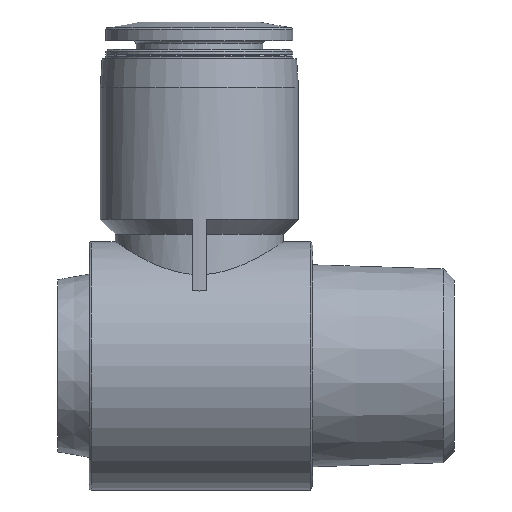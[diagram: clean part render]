
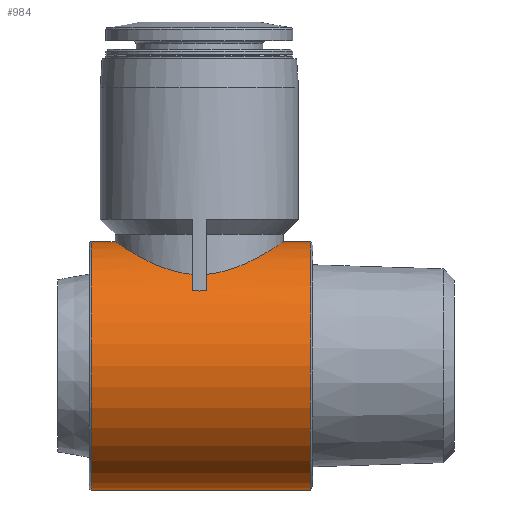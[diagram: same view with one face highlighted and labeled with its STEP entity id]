
A CAD part, left-side view. The second image highlights one B-rep face of the part: STEP entity #984.
In plain terms, the highlighted cylindrical face has radius 13.15 mm (diameter 26.3 mm), a full revolution.
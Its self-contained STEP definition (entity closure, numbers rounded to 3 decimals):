
#98=B_SPLINE_CURVE_WITH_KNOTS('',3,(#1355,#1356,#1357,#1358,#1359,#1360,
#1361,#1362,#1363,#1364,#1365),.UNSPECIFIED.,.F.,.F.,(4,1,1,1,1,1,1,1,4),
(0.03,0.033,0.036,0.04,
0.043,0.047,0.05,0.054,
0.057),.UNSPECIFIED.);
#99=B_SPLINE_CURVE_WITH_KNOTS('',3,(#1369,#1370,#1371,#1372),
 .UNSPECIFIED.,.F.,.F.,(4,4),(0.,0.001),.UNSPECIFIED.);
#100=B_SPLINE_CURVE_WITH_KNOTS('',3,(#1376,#1377,#1378,#1379,#1380,#1381,
#1382,#1383,#1384,#1385,#1386),.UNSPECIFIED.,.F.,.F.,(4,1,1,1,1,1,1,1,4),
(0.001,0.004,0.008,0.011,
0.014,0.018,0.021,0.025,
0.028),.UNSPECIFIED.);
#101=B_SPLINE_CURVE_WITH_KNOTS('',3,(#1390,#1391,#1392,#1393),
 .UNSPECIFIED.,.F.,.F.,(4,4),(0.,0.002),.UNSPECIFIED.);
#114=CIRCLE('',#1043,13.15);
#115=CIRCLE('',#1044,13.15);
#116=CIRCLE('',#1045,13.15);
#117=CIRCLE('',#1046,13.15);
#118=CIRCLE('',#1047,13.15);
#119=CIRCLE('',#1048,13.15);
#157=ORIENTED_EDGE('',*,*,#311,.F.);
#158=ORIENTED_EDGE('',*,*,#312,.T.);
#159=ORIENTED_EDGE('',*,*,#313,.F.);
#160=ORIENTED_EDGE('',*,*,#314,.F.);
#161=ORIENTED_EDGE('',*,*,#315,.F.);
#162=ORIENTED_EDGE('',*,*,#316,.F.);
#163=ORIENTED_EDGE('',*,*,#317,.F.);
#164=ORIENTED_EDGE('',*,*,#318,.F.);
#165=ORIENTED_EDGE('',*,*,#319,.F.);
#166=ORIENTED_EDGE('',*,*,#320,.F.);
#311=EDGE_CURVE('',#388,#388,#114,.T.);
#312=EDGE_CURVE('',#389,#389,#115,.T.);
#313=EDGE_CURVE('',#390,#391,#116,.T.);
#314=EDGE_CURVE('',#392,#390,#98,.T.);
#315=EDGE_CURVE('',#393,#392,#117,.T.);
#316=EDGE_CURVE('',#394,#393,#99,.T.);
#317=EDGE_CURVE('',#395,#394,#118,.T.);
#318=EDGE_CURVE('',#396,#395,#100,.T.);
#319=EDGE_CURVE('',#397,#396,#119,.T.);
#320=EDGE_CURVE('',#391,#397,#101,.T.);
#388=VERTEX_POINT('',#1349);
#389=VERTEX_POINT('',#1351);
#390=VERTEX_POINT('',#1353);
#391=VERTEX_POINT('',#1354);
#392=VERTEX_POINT('',#1366);
#393=VERTEX_POINT('',#1368);
#394=VERTEX_POINT('',#1373);
#395=VERTEX_POINT('',#1375);
#396=VERTEX_POINT('',#1387);
#397=VERTEX_POINT('',#1389);
#450=EDGE_LOOP('',(#157));
#451=EDGE_LOOP('',(#158));
#452=EDGE_LOOP('',(#159,#160,#161,#162,#163,#164,#165,#166));
#535=FACE_BOUND('',#450,.T.);
#536=FACE_BOUND('',#451,.T.);
#537=FACE_BOUND('',#452,.T.);
#619=CYLINDRICAL_SURFACE('',#1042,13.15);
#984=ADVANCED_FACE('',(#535,#536,#537),#619,.T.);
#1042=AXIS2_PLACEMENT_3D('',#1347,#1141,#1142);
#1043=AXIS2_PLACEMENT_3D('',#1348,#1143,#1144);
#1044=AXIS2_PLACEMENT_3D('',#1350,#1145,#1146);
#1045=AXIS2_PLACEMENT_3D('',#1352,#1147,#1148);
#1046=AXIS2_PLACEMENT_3D('',#1367,#1149,#1150);
#1047=AXIS2_PLACEMENT_3D('',#1374,#1151,#1152);
#1048=AXIS2_PLACEMENT_3D('',#1388,#1153,#1154);
#1141=DIRECTION('',(0.,-1.,0.));
#1142=DIRECTION('',(0.,0.,-1.));
#1143=DIRECTION('',(0.,-1.,0.));
#1144=DIRECTION('',(0.,0.,-1.));
#1145=DIRECTION('',(0.,-1.,0.));
#1146=DIRECTION('',(0.,0.,-1.));
#1147=DIRECTION('',(0.,-1.,0.));
#1148=DIRECTION('',(0.,0.,-1.));
#1149=DIRECTION('',(0.,-1.,0.));
#1150=DIRECTION('',(0.,0.,-1.));
#1151=DIRECTION('',(0.,1.,0.));
#1152=DIRECTION('',(0.,0.,1.));
#1153=DIRECTION('',(0.,1.,0.));
#1154=DIRECTION('',(0.,0.,1.));
#1347=CARTESIAN_POINT('',(0.,0.,0.));
#1348=CARTESIAN_POINT('',(0.,0.231,0.));
#1349=CARTESIAN_POINT('',(0.,0.231,-13.15));
#1350=CARTESIAN_POINT('',(0.,23.44,0.));
#1351=CARTESIAN_POINT('',(0.,23.44,-13.15));
#1352=CARTESIAN_POINT('',(0.,12.75,0.));
#1353=CARTESIAN_POINT('',(-8.893,12.75,9.687));
#1354=CARTESIAN_POINT('',(-10.473,12.75,7.952));
#1355=CARTESIAN_POINT('',(8.893,12.75,9.687));
#1356=CARTESIAN_POINT('',(8.797,13.889,9.775));
#1357=CARTESIAN_POINT('',(8.156,16.093,10.371));
#1358=CARTESIAN_POINT('',(6.218,18.663,11.691));
#1359=CARTESIAN_POINT('',(3.442,20.465,12.831));
#1360=CARTESIAN_POINT('',(0.011,21.154,13.308));
#1361=CARTESIAN_POINT('',(-3.433,20.47,12.835));
#1362=CARTESIAN_POINT('',(-6.224,18.661,11.689));
#1363=CARTESIAN_POINT('',(-8.162,16.078,10.366));
#1364=CARTESIAN_POINT('',(-8.797,13.89,9.775));
#1365=CARTESIAN_POINT('',(-8.893,12.75,9.687));
#1366=CARTESIAN_POINT('',(8.893,12.75,9.687));
#1367=CARTESIAN_POINT('',(0.,12.75,0.));
#1368=CARTESIAN_POINT('',(10.473,12.75,7.952));
#1369=CARTESIAN_POINT('',(10.473,11.25,7.952));
#1370=CARTESIAN_POINT('',(10.509,11.75,7.905));
#1371=CARTESIAN_POINT('',(10.509,12.25,7.905));
#1372=CARTESIAN_POINT('',(10.473,12.75,7.952));
#1373=CARTESIAN_POINT('',(10.473,11.25,7.952));
#1374=CARTESIAN_POINT('',(0.,11.25,0.));
#1375=CARTESIAN_POINT('',(8.893,11.25,9.687));
#1376=CARTESIAN_POINT('',(-8.893,11.25,9.687));
#1377=CARTESIAN_POINT('',(-8.798,10.113,9.775));
#1378=CARTESIAN_POINT('',(-8.166,7.927,10.363));
#1379=CARTESIAN_POINT('',(-6.22,5.338,11.689));
#1380=CARTESIAN_POINT('',(-3.464,3.544,12.825));
#1381=CARTESIAN_POINT('',(-0.011,2.844,13.31));
#1382=CARTESIAN_POINT('',(3.427,3.528,12.836));
#1383=CARTESIAN_POINT('',(6.217,5.333,11.692));
#1384=CARTESIAN_POINT('',(8.156,7.909,10.371));
#1385=CARTESIAN_POINT('',(8.797,10.107,9.775));
#1386=CARTESIAN_POINT('',(8.893,11.25,9.687));
#1387=CARTESIAN_POINT('',(-8.893,11.25,9.687));
#1388=CARTESIAN_POINT('',(0.,11.25,0.));
#1389=CARTESIAN_POINT('',(-10.473,11.25,7.952));
#1390=CARTESIAN_POINT('',(-10.473,12.75,7.952));
#1391=CARTESIAN_POINT('',(-10.509,12.25,7.905));
#1392=CARTESIAN_POINT('',(-10.509,11.75,7.905));
#1393=CARTESIAN_POINT('',(-10.473,11.25,7.952));
